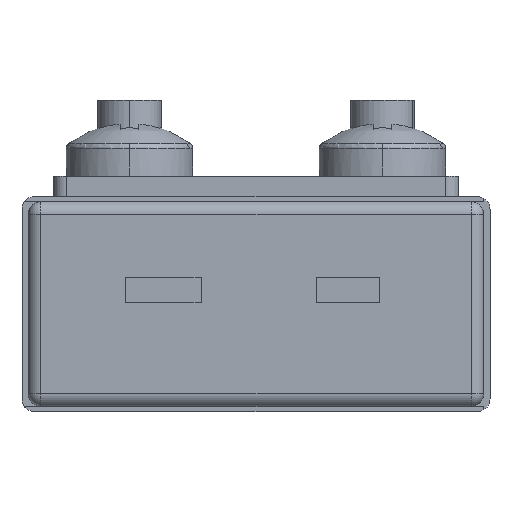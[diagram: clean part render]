
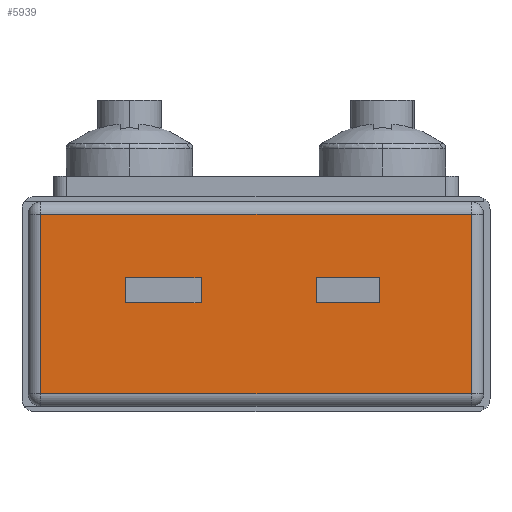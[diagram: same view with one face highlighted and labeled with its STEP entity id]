
A CAD part, left-side view. The second image highlights one B-rep face of the part: STEP entity #5939.
In plain terms, the highlighted planar face has unit normal (-1, 0, 0).
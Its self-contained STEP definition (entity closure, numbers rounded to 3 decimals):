
#3 = EDGE_CURVE ( 'NONE', #5900, #2057, #3717, .T. ) ;
#150 = VECTOR ( 'NONE', #5057, 1000. ) ;
#212 = ORIENTED_EDGE ( 'NONE', *, *, #7185, .T. ) ;
#319 = CARTESIAN_POINT ( 'NONE',  ( 9.971, -4.879, 5.3 ) ) ;
#338 = CARTESIAN_POINT ( 'NONE',  ( 9.971, -2.379, 4.3 ) ) ;
#356 = ORIENTED_EDGE ( 'NONE', *, *, #4516, .F. ) ;
#374 = VERTEX_POINT ( 'NONE', #1337 ) ;
#426 = EDGE_LOOP ( 'NONE', ( #5854, #506, #3200, #7411 ) ) ;
#435 = LINE ( 'NONE', #338, #4441 ) ;
#500 = LINE ( 'NONE', #4108, #5432 ) ;
#506 = ORIENTED_EDGE ( 'NONE', *, *, #2387, .F. ) ;
#509 = FACE_BOUND ( 'NONE', #5477, .T. ) ;
#613 = VERTEX_POINT ( 'NONE', #5226 ) ;
#647 = DIRECTION ( 'NONE',  ( 0., 1., 0. ) ) ;
#977 = ORIENTED_EDGE ( 'NONE', *, *, #6027, .T. ) ;
#1227 = VERTEX_POINT ( 'NONE', #7288 ) ;
#1238 = EDGE_LOOP ( 'NONE', ( #977, #3383, #212, #1350 ) ) ;
#1336 = EDGE_CURVE ( 'NONE', #613, #3442, #3814, .T. ) ;
#1337 = CARTESIAN_POINT ( 'NONE',  ( 9.971, -2.379, 5.3 ) ) ;
#1350 = ORIENTED_EDGE ( 'NONE', *, *, #2186, .T. ) ;
#1725 = ORIENTED_EDGE ( 'NONE', *, *, #7600, .F. ) ;
#1984 = FACE_BOUND ( 'NONE', #426, .T. ) ;
#1994 = CARTESIAN_POINT ( 'NONE',  ( 9.971, 5.171, 4.3 ) ) ;
#2057 = VERTEX_POINT ( 'NONE', #7051 ) ;
#2087 = ORIENTED_EDGE ( 'NONE', *, *, #7944, .F. ) ;
#2158 = LINE ( 'NONE', #9255, #4936 ) ;
#2186 = EDGE_CURVE ( 'NONE', #3519, #5009, #7248, .T. ) ;
#2261 = DIRECTION ( 'NONE',  ( 0., 0., -1. ) ) ;
#2387 = EDGE_CURVE ( 'NONE', #3442, #5956, #7436, .T. ) ;
#2492 = DIRECTION ( 'NONE',  ( 0., 1., 0. ) ) ;
#2599 = CARTESIAN_POINT ( 'NONE',  ( 9.971, -8.5, 0.7 ) ) ;
#2710 = LINE ( 'NONE', #5607, #5054 ) ;
#2882 = LINE ( 'NONE', #4869, #150 ) ;
#2967 = VECTOR ( 'NONE', #3281, 1000. ) ;
#3020 = CARTESIAN_POINT ( 'NONE',  ( 9.971, 8.5, 7.8 ) ) ;
#3200 = ORIENTED_EDGE ( 'NONE', *, *, #1336, .F. ) ;
#3281 = DIRECTION ( 'NONE',  ( 0., 0., 1. ) ) ;
#3284 = DIRECTION ( 'NONE',  ( 0., 0., -1. ) ) ;
#3383 = ORIENTED_EDGE ( 'NONE', *, *, #3, .T. ) ;
#3439 = VECTOR ( 'NONE', #2261, 1000. ) ;
#3442 = VERTEX_POINT ( 'NONE', #8575 ) ;
#3468 = DIRECTION ( 'NONE',  ( 0., 0., -1. ) ) ;
#3519 = VERTEX_POINT ( 'NONE', #3020 ) ;
#3629 = CARTESIAN_POINT ( 'NONE',  ( 9.971, 2.171, 4.3 ) ) ;
#3717 = LINE ( 'NONE', #4473, #7269 ) ;
#3814 = LINE ( 'NONE', #3629, #2967 ) ;
#3985 = CARTESIAN_POINT ( 'NONE',  ( 9.971, -4.879, 4.3 ) ) ;
#4086 = CARTESIAN_POINT ( 'NONE',  ( 9.971, 8.5, 0.7 ) ) ;
#4108 = CARTESIAN_POINT ( 'NONE',  ( 9.971, -2.379, 5.3 ) ) ;
#4297 = CARTESIAN_POINT ( 'NONE',  ( 9.971, 8.5, 8.5 ) ) ;
#4301 = CARTESIAN_POINT ( 'NONE',  ( 9.971, 9., 8.5 ) ) ;
#4339 = DIRECTION ( 'NONE',  ( 0., 0., 1. ) ) ;
#4441 = VECTOR ( 'NONE', #8329, 1000. ) ;
#4473 = CARTESIAN_POINT ( 'NONE',  ( 9.971, -8.5, 8.5 ) ) ;
#4516 = EDGE_CURVE ( 'NONE', #374, #8957, #8416, .T. ) ;
#4836 = DIRECTION ( 'NONE',  ( 0., -1., 0. ) ) ;
#4869 = CARTESIAN_POINT ( 'NONE',  ( 9.971, 9., 0.7 ) ) ;
#4936 = VECTOR ( 'NONE', #4339, 1000. ) ;
#4979 = EDGE_CURVE ( 'NONE', #1227, #613, #6580, .T. ) ;
#5009 = VERTEX_POINT ( 'NONE', #4086 ) ;
#5054 = VECTOR ( 'NONE', #3468, 1000. ) ;
#5057 = DIRECTION ( 'NONE',  ( 0., -1., 0. ) ) ;
#5226 = CARTESIAN_POINT ( 'NONE',  ( 9.971, 2.171, 4.3 ) ) ;
#5248 = DIRECTION ( 'NONE',  ( 0., 1., 0. ) ) ;
#5280 = EDGE_CURVE ( 'NONE', #5859, #374, #500, .T. ) ;
#5432 = VECTOR ( 'NONE', #2492, 1000. ) ;
#5477 = EDGE_LOOP ( 'NONE', ( #356, #6402, #1725, #2087 ) ) ;
#5607 = CARTESIAN_POINT ( 'NONE',  ( 9.971, 5.171, 4.3 ) ) ;
#5673 = VECTOR ( 'NONE', #5248, 1000. ) ;
#5854 = ORIENTED_EDGE ( 'NONE', *, *, #8582, .F. ) ;
#5859 = VERTEX_POINT ( 'NONE', #319 ) ;
#5900 = VERTEX_POINT ( 'NONE', #2599 ) ;
#5939 = ADVANCED_FACE ( 'NONE', ( #1984, #509, #8490 ), #6347, .F. ) ;
#5956 = VERTEX_POINT ( 'NONE', #7972 ) ;
#5986 = CARTESIAN_POINT ( 'NONE',  ( 9.971, 9., 7.8 ) ) ;
#6027 = EDGE_CURVE ( 'NONE', #5009, #5900, #2882, .T. ) ;
#6347 = PLANE ( 'NONE',  #6810 ) ;
#6402 = ORIENTED_EDGE ( 'NONE', *, *, #5280, .F. ) ;
#6580 = LINE ( 'NONE', #1994, #7108 ) ;
#6607 = DIRECTION ( 'NONE',  ( 0., 0., 1. ) ) ;
#6772 = VECTOR ( 'NONE', #8890, 1000. ) ;
#6810 = AXIS2_PLACEMENT_3D ( 'NONE', #4301, #7202, #647 ) ;
#7051 = CARTESIAN_POINT ( 'NONE',  ( 9.971, -8.5, 7.8 ) ) ;
#7097 = VERTEX_POINT ( 'NONE', #3985 ) ;
#7108 = VECTOR ( 'NONE', #4836, 1000. ) ;
#7185 = EDGE_CURVE ( 'NONE', #2057, #3519, #7558, .T. ) ;
#7202 = DIRECTION ( 'NONE',  ( 1., 0., 0. ) ) ;
#7248 = LINE ( 'NONE', #4297, #3439 ) ;
#7269 = VECTOR ( 'NONE', #6607, 1000. ) ;
#7288 = CARTESIAN_POINT ( 'NONE',  ( 9.971, 5.171, 4.3 ) ) ;
#7411 = ORIENTED_EDGE ( 'NONE', *, *, #4979, .F. ) ;
#7436 = LINE ( 'NONE', #8989, #5673 ) ;
#7558 = LINE ( 'NONE', #5986, #6772 ) ;
#7600 = EDGE_CURVE ( 'NONE', #7097, #5859, #2158, .T. ) ;
#7672 = VECTOR ( 'NONE', #3284, 1000. ) ;
#7741 = CARTESIAN_POINT ( 'NONE',  ( 9.971, -2.379, 4.3 ) ) ;
#7944 = EDGE_CURVE ( 'NONE', #8957, #7097, #435, .T. ) ;
#7972 = CARTESIAN_POINT ( 'NONE',  ( 9.971, 5.171, 5.3 ) ) ;
#8329 = DIRECTION ( 'NONE',  ( 0., -1., 0. ) ) ;
#8416 = LINE ( 'NONE', #9031, #7672 ) ;
#8490 = FACE_OUTER_BOUND ( 'NONE', #1238, .T. ) ;
#8575 = CARTESIAN_POINT ( 'NONE',  ( 9.971, 2.171, 5.3 ) ) ;
#8582 = EDGE_CURVE ( 'NONE', #5956, #1227, #2710, .T. ) ;
#8890 = DIRECTION ( 'NONE',  ( 0., 1., 0. ) ) ;
#8957 = VERTEX_POINT ( 'NONE', #7741 ) ;
#8989 = CARTESIAN_POINT ( 'NONE',  ( 9.971, 5.171, 5.3 ) ) ;
#9031 = CARTESIAN_POINT ( 'NONE',  ( 9.971, -2.379, 4.3 ) ) ;
#9255 = CARTESIAN_POINT ( 'NONE',  ( 9.971, -4.879, 4.3 ) ) ;
